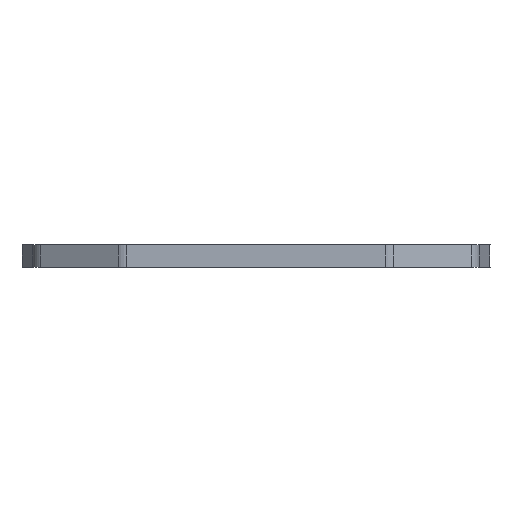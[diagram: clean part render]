
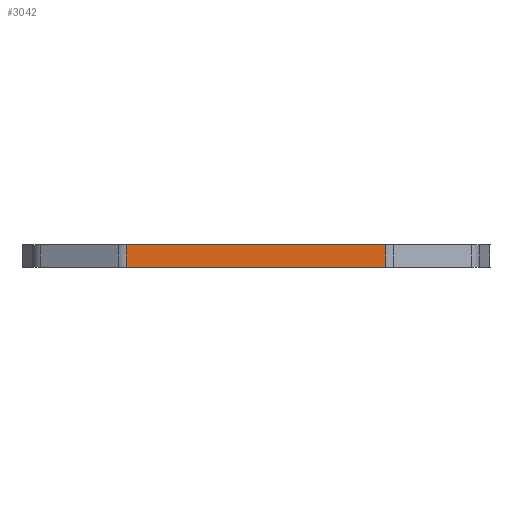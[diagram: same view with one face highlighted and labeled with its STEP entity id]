
A CAD part, front view. The second image highlights one B-rep face of the part: STEP entity #3042.
In plain terms, the highlighted planar face has unit normal (0, -1, 0).
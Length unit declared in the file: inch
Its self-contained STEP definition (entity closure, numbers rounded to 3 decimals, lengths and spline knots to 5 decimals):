
#98=PLANE('',#3438);
#244=FACE_OUTER_BOUND('',#424,.T.);
#424=EDGE_LOOP('',(#2583,#2584,#2585,#2586));
#625=LINE('',#5133,#846);
#663=LINE('',#5297,#884);
#664=LINE('',#5300,#885);
#665=LINE('',#5301,#886);
#846=VECTOR('',#4193,0.3937);
#884=VECTOR('',#4381,0.3937);
#885=VECTOR('',#4384,0.3937);
#886=VECTOR('',#4385,0.3937);
#1372=VERTEX_POINT('',#5130);
#1373=VERTEX_POINT('',#5132);
#1424=VERTEX_POINT('',#5295);
#1425=VERTEX_POINT('',#5299);
#1775=EDGE_CURVE('',#1373,#1372,#625,.T.);
#1860=EDGE_CURVE('',#1372,#1424,#663,.T.);
#1861=EDGE_CURVE('',#1425,#1424,#664,.T.);
#1862=EDGE_CURVE('',#1373,#1425,#665,.T.);
#2583=ORIENTED_EDGE('',*,*,#1775,.T.);
#2584=ORIENTED_EDGE('',*,*,#1860,.T.);
#2585=ORIENTED_EDGE('',*,*,#1861,.F.);
#2586=ORIENTED_EDGE('',*,*,#1862,.F.);
#3042=ADVANCED_FACE('',(#244),#98,.T.);
#3438=AXIS2_PLACEMENT_3D('',#5298,#4382,#4383);
#4193=DIRECTION('',(1.,0.,0.));
#4381=DIRECTION('',(0.,0.,1.));
#4382=DIRECTION('center_axis',(0.,-1.,0.));
#4383=DIRECTION('ref_axis',(1.,0.,0.));
#4384=DIRECTION('',(1.,0.,0.));
#4385=DIRECTION('',(0.,0.,1.));
#5130=CARTESIAN_POINT('',(1.453,-1.1875,0.));
#5132=CARTESIAN_POINT('',(-1.453,-1.1875,0.));
#5133=CARTESIAN_POINT('',(-1.453,-1.1875,0.));
#5295=CARTESIAN_POINT('',(1.453,-1.1875,0.25));
#5297=CARTESIAN_POINT('',(1.453,-1.1875,0.));
#5298=CARTESIAN_POINT('Origin',(-1.453,-1.1875,0.));
#5299=CARTESIAN_POINT('',(-1.453,-1.1875,0.25));
#5300=CARTESIAN_POINT('',(-1.453,-1.1875,0.25));
#5301=CARTESIAN_POINT('',(-1.453,-1.1875,0.));
